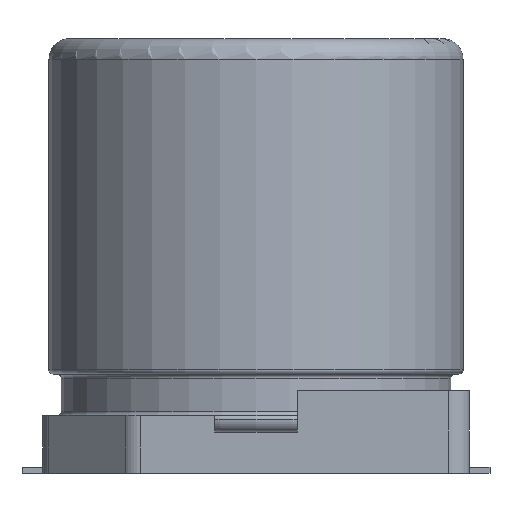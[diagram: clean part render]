
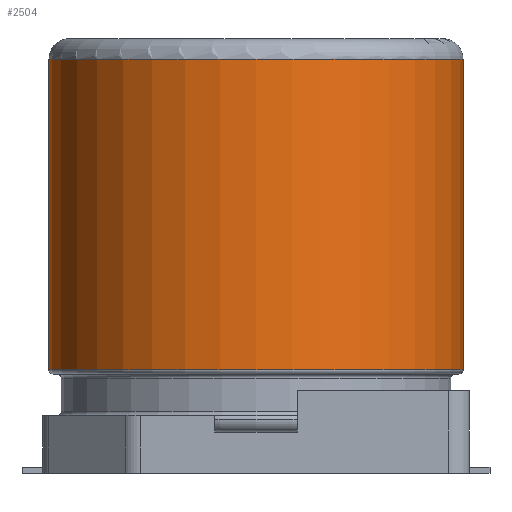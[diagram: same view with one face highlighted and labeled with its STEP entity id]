
A CAD part, front view. The second image highlights one B-rep face of the part: STEP entity #2504.
In plain terms, the highlighted cylindrical face has radius 5 mm (diameter 10 mm), a partial arc.
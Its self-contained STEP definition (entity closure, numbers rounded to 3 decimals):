
#1125 = DIRECTION ( 'NONE',  ( 0., 0., -1. ) ) ;
#1177 = VERTEX_POINT ( 'NONE', #5543 ) ;
#1541 = AXIS2_PLACEMENT_3D ( 'NONE', #8475, #10643, #9550 ) ;
#2504 = ADVANCED_FACE ( 'NONE', ( #11686 ), #7205, .T. ) ;
#2862 = AXIS2_PLACEMENT_3D ( 'NONE', #4778, #9242, #12560 ) ;
#2891 = VERTEX_POINT ( 'NONE', #3548 ) ;
#3350 = ORIENTED_EDGE ( 'NONE', *, *, #7721, .F. ) ;
#3548 = CARTESIAN_POINT ( 'NONE',  ( -10.15, 0., 2.5 ) ) ;
#4207 = CIRCLE ( 'NONE', #11641, 5. ) ;
#4272 = LINE ( 'NONE', #11116, #11430 ) ;
#4778 = CARTESIAN_POINT ( 'NONE',  ( -5.15, 0., 10.5 ) ) ;
#4979 = CARTESIAN_POINT ( 'NONE',  ( -5.15, 0., 2.5 ) ) ;
#5543 = CARTESIAN_POINT ( 'NONE',  ( -0.15, 0., 10. ) ) ;
#6167 = DIRECTION ( 'NONE',  ( -1., 0., 0. ) ) ;
#6655 = ORIENTED_EDGE ( 'NONE', *, *, #9157, .T. ) ;
#7205 = CYLINDRICAL_SURFACE ( 'NONE', #2862, 5. ) ;
#7628 = CARTESIAN_POINT ( 'NONE',  ( -10.15, 0., 10.5 ) ) ;
#7721 = EDGE_CURVE ( 'NONE', #1177, #8606, #4272, .T. ) ;
#8101 = CIRCLE ( 'NONE', #1541, 5. ) ;
#8475 = CARTESIAN_POINT ( 'NONE',  ( -5.15, 0., 10. ) ) ;
#8564 = VECTOR ( 'NONE', #10734, 1000. ) ;
#8606 = VERTEX_POINT ( 'NONE', #14040 ) ;
#9023 = EDGE_CURVE ( 'NONE', #11328, #2891, #11808, .T. ) ;
#9157 = EDGE_CURVE ( 'NONE', #1177, #11328, #8101, .T. ) ;
#9242 = DIRECTION ( 'NONE',  ( 0., 0., -1. ) ) ;
#9550 = DIRECTION ( 'NONE',  ( 1., 0., 0. ) ) ;
#9564 = DIRECTION ( 'NONE',  ( 0., 0., 1. ) ) ;
#10643 = DIRECTION ( 'NONE',  ( 0., 0., -1. ) ) ;
#10734 = DIRECTION ( 'NONE',  ( 0., 0., -1. ) ) ;
#11116 = CARTESIAN_POINT ( 'NONE',  ( -0.15, 0., 10.5 ) ) ;
#11328 = VERTEX_POINT ( 'NONE', #13702 ) ;
#11430 = VECTOR ( 'NONE', #1125, 1000. ) ;
#11641 = AXIS2_PLACEMENT_3D ( 'NONE', #4979, #9564, #6167 ) ;
#11686 = FACE_OUTER_BOUND ( 'NONE', #11952, .T. ) ;
#11808 = LINE ( 'NONE', #7628, #8564 ) ;
#11952 = EDGE_LOOP ( 'NONE', ( #3350, #6655, #12734, #12230 ) ) ;
#12230 = ORIENTED_EDGE ( 'NONE', *, *, #13824, .T. ) ;
#12560 = DIRECTION ( 'NONE',  ( -1., 0., 0. ) ) ;
#12734 = ORIENTED_EDGE ( 'NONE', *, *, #9023, .T. ) ;
#13702 = CARTESIAN_POINT ( 'NONE',  ( -10.15, 0., 10. ) ) ;
#13824 = EDGE_CURVE ( 'NONE', #2891, #8606, #4207, .T. ) ;
#14040 = CARTESIAN_POINT ( 'NONE',  ( -0.15, 0., 2.5 ) ) ;
